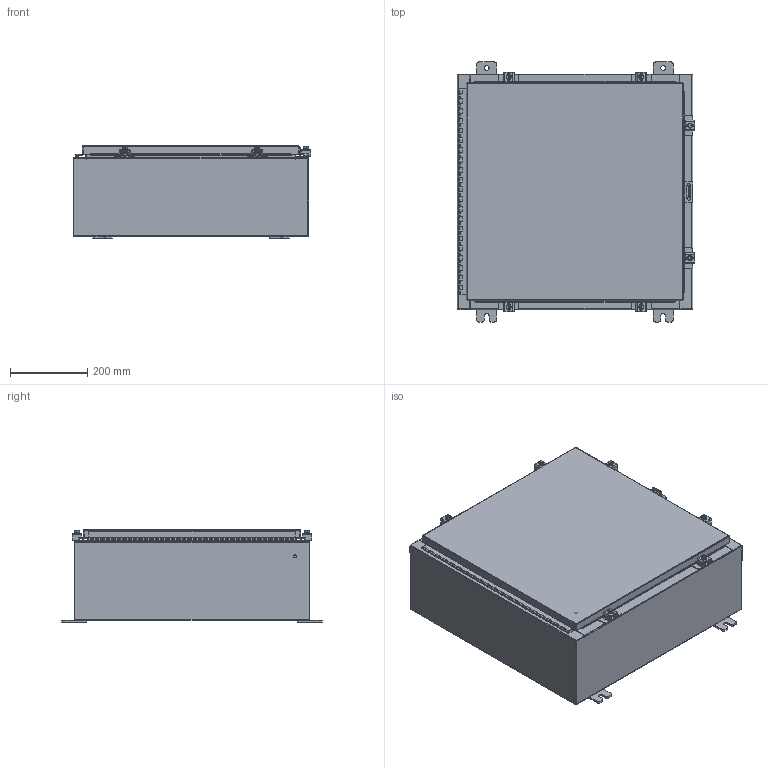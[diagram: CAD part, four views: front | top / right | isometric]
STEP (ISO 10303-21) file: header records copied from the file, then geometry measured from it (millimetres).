
FILE_DESCRIPTION (( 'STEP AP203' ), '1' );
FILE_NAME ('N24H2408WP.STEP', '2014-03-24T21:13:35', ( 'changeme' ), ( 'Microsoft' ), 'SwSTEP 2.0', 'SolidWorks 2013', '' );
FILE_SCHEMA (( 'CONFIG_CONTROL_DESIGN' ));
Length unit declared in the file: inch
Products named in the file (20): N24H2408WP; N24H2408SSWP 22104005_DEFAULT; N24H2408SSWP Hinge Cover Side; N24H2408SSWP Clamp Top; N24H2408SSWP 125 Pin Hinge; N24H2408SSWP Clamp Assembly; N24H2408SSWP Mounting Feet; N24H2408SSWP Standard Clamps; Quarter-20 CD Stud; N24H2408SSWP Cover; N24H2408SSWP Padlock Hasp; N24H2408SSWP Body; N24H2408SSWP Padlock Staple; N24H2408SSWP Backpanel; N24H2408SSWP Bottom; N24H2408SSWP Clamp Bracket; N24H2408SSWP Mounting Studs; N24H2408SSWP Top; N24H2408SSWP 22101002; N24H2408SSWP Hinge Enclosure Side2
Assembly tree (32 placements, depth 4):
  N24H2408WP
    N24H2408SSWP Backpanel
    N24H2408SSWP Mounting Studs  x4
    N24H2408SSWP 125 Pin Hinge
      N24H2408SSWP Hinge Enclosure Side2
      N24H2408SSWP Hinge Cover Side
    N24H2408SSWP Mounting Feet  x4
    Quarter-20 CD Stud  x2
    N24H2408SSWP Padlock Hasp
    N24H2408SSWP Padlock Staple
    N24H2408SSWP Standard Clamps  x6
      N24H2408SSWP Clamp Bracket
      N24H2408SSWP Clamp Assembly
        N24H2408SSWP 22101002  x2
        N24H2408SSWP 22104005_DEFAULT
        N24H2408SSWP Clamp Top
    N24H2408SSWP Cover
    N24H2408SSWP Body
    N24H2408SSWP Bottom
    N24H2408SSWP Top
Bounding box: 614.95 x 673.1 x 238.47 mm (x, y, z)
Volume: 3543556.5 mm3; surface area: 3504505.7 mm2
Topology: 49 solids, 49 shells, 1735 faces, 4341 edges, 2730 vertices
Faces by surface type: plane 914, cylinder 713, torus 52, cone 48, bspline 8
Entity records: 32872 total; most frequent: CARTESIAN_POINT 5690, DIRECTION 5388, ORIENTED_EDGE 5048, EDGE_CURVE 2524, AXIS2_PLACEMENT_3D 1874, LINE 1640, VECTOR 1640, VERTEX_POINT 1554
